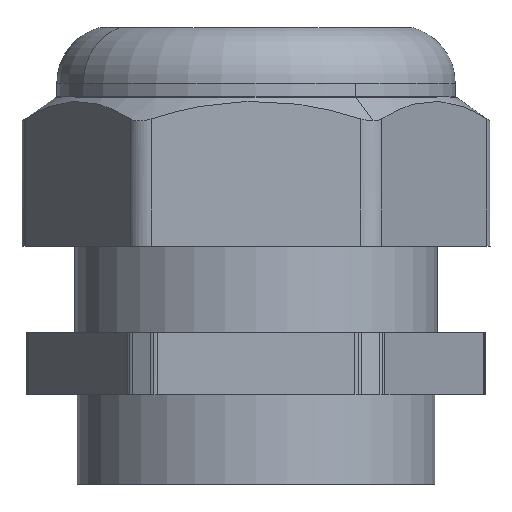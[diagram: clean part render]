
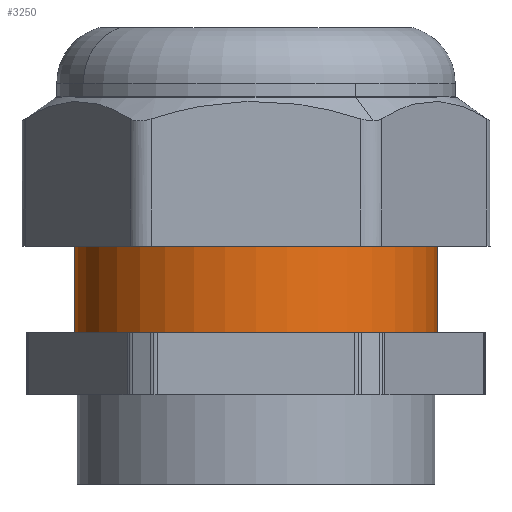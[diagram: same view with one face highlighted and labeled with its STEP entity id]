
A CAD part, left-side view. The second image highlights one B-rep face of the part: STEP entity #3250.
In plain terms, the highlighted cylindrical face has radius 26.41 mm (diameter 52.82 mm), a partial arc.
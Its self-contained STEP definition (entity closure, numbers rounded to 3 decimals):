
#3212=AXIS2_PLACEMENT_3D('Circle Axis2P3D',#3210,#3211,$) ;
#3223=AXIS2_PLACEMENT_3D('Cylinder Axis2P3D',#3220,#3221,#3222) ;
#3227=AXIS2_PLACEMENT_3D('Circle Axis2P3D',#3225,#3226,$) ;
#3205=CARTESIAN_POINT('Vertex',(30.,7.69,22.08)) ;
#3207=CARTESIAN_POINT('Vertex',(30.,60.51,22.08)) ;
#3210=CARTESIAN_POINT('Axis2P3D Location',(30.,34.1,22.08)) ;
#3220=CARTESIAN_POINT('Axis2P3D Location',(30.,34.1,33.58)) ;
#3225=CARTESIAN_POINT('Axis2P3D Location',(30.,34.1,58.1)) ;
#3229=CARTESIAN_POINT('Vertex',(30.,60.51,58.1)) ;
#3231=CARTESIAN_POINT('Vertex',(30.,7.69,58.1)) ;
#3234=CARTESIAN_POINT('Line Origine',(30.,60.51,51.59)) ;
#3239=CARTESIAN_POINT('Line Origine',(30.,7.69,51.59)) ;
#3211=DIRECTION('Axis2P3D Direction',(0.,0.,1.)) ;
#3221=DIRECTION('Axis2P3D Direction',(0.,0.,1.)) ;
#3222=DIRECTION('Axis2P3D XDirection',(0.,-1.,0.)) ;
#3226=DIRECTION('Axis2P3D Direction',(0.,0.,1.)) ;
#3235=DIRECTION('Vector Direction',(0.,0.,1.)) ;
#3240=DIRECTION('Vector Direction',(0.,0.,1.)) ;
#3236=VECTOR('Line Direction',#3235,1.) ;
#3241=VECTOR('Line Direction',#3240,1.) ;
#3245=ORIENTED_EDGE('',*,*,#3233,.F.) ;
#3246=ORIENTED_EDGE('',*,*,#3238,.F.) ;
#3247=ORIENTED_EDGE('',*,*,#3214,.T.) ;
#3248=ORIENTED_EDGE('',*,*,#3243,.F.) ;
#3250=ADVANCED_FACE('VG_42_UT\\Hauptk\X2\00F6\X0\rper',(#3249),#3224,.T.) ;
#3213=CIRCLE('generated circle',#3212,26.41) ;
#3228=CIRCLE('generated circle',#3227,26.41) ;
#3224=CYLINDRICAL_SURFACE('generated cylinder',#3223,26.41) ;
#3214=EDGE_CURVE('',#3208,#3206,#3213,.T.) ;
#3233=EDGE_CURVE('',#3230,#3232,#3228,.T.) ;
#3238=EDGE_CURVE('',#3208,#3230,#3237,.T.) ;
#3243=EDGE_CURVE('',#3232,#3206,#3242,.F.) ;
#3244=EDGE_LOOP('',(#3245,#3246,#3247,#3248)) ;
#3249=FACE_OUTER_BOUND('',#3244,.T.) ;
#3237=LINE('Line',#3234,#3236) ;
#3242=LINE('Line',#3239,#3241) ;
#3206=VERTEX_POINT('',#3205) ;
#3208=VERTEX_POINT('',#3207) ;
#3230=VERTEX_POINT('',#3229) ;
#3232=VERTEX_POINT('',#3231) ;
